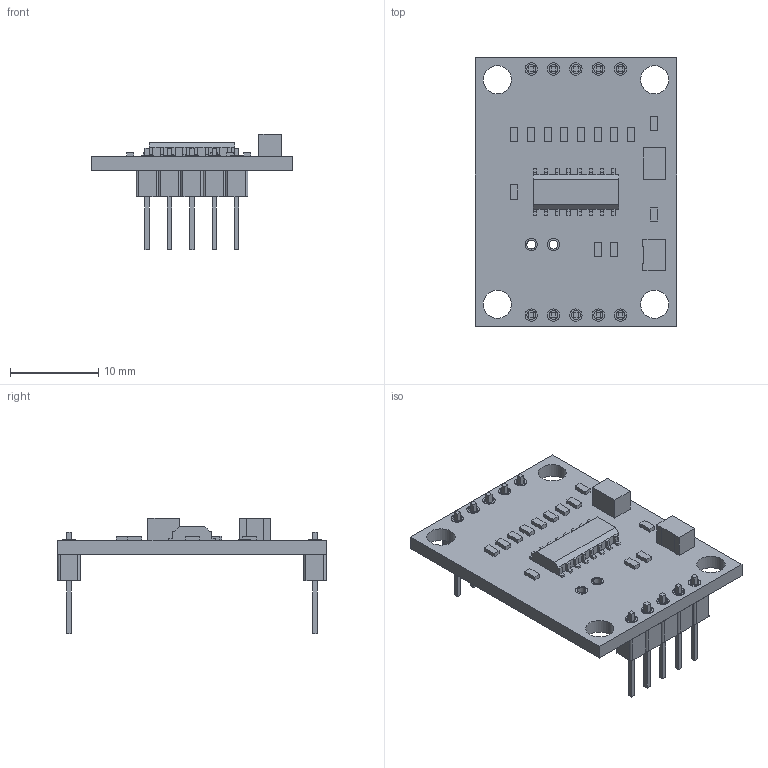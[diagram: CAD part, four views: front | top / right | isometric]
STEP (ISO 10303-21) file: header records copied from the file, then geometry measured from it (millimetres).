
FILE_DESCRIPTION(/* description */ (''),/* implementation_level */ '2;1');
FILE_NAME(/* name */ 'SparkFun Load Cell Amplifier HX711 v4.step',/* time_stamp */ '2024-04-21T16:22:45+02:00',/* author */ (''),/* organization */ (''),/* preprocessor_version */ 'ST-DEVELOPER v20',/* originating_system */ 'Autodesk Translation Framework v12.20.1.177',/* authorisation */ '');
FILE_SCHEMA (('AUTOMOTIVE_DESIGN { 1 0 10303 214 3 1 1 }'));
Length unit declared in the file: millimetre
Products named in the file (2): SparkFun Load Cell Amplifier HX711; SparkFun Load Cell Amplifier HX711_1
Assembly tree (1 placements, depth 2):
  SparkFun Load Cell Amplifier HX711
    SparkFun Load Cell Amplifier HX711_1
Bounding box: 22.86 x 30.49 x 13.1 mm (x, y, z)
Volume: 1373.5 mm3; surface area: 2128.9 mm2
Topology: 1 solids, 1 shells, 433 faces, 1076 edges, 704 vertices
Faces by surface type: plane 365, cylinder 68
Full cylindrical faces by diameter (mm): 1 x12, 1.4 x12, 3.2 x4
Entity records: 12753 total; most frequent: CARTESIAN_POINT 2216, ORIENTED_EDGE 2152, DIRECTION 2094, EDGE_CURVE 1076, LINE 930, VECTOR 930, VERTEX_POINT 704, AXIS2_PLACEMENT_3D 582
